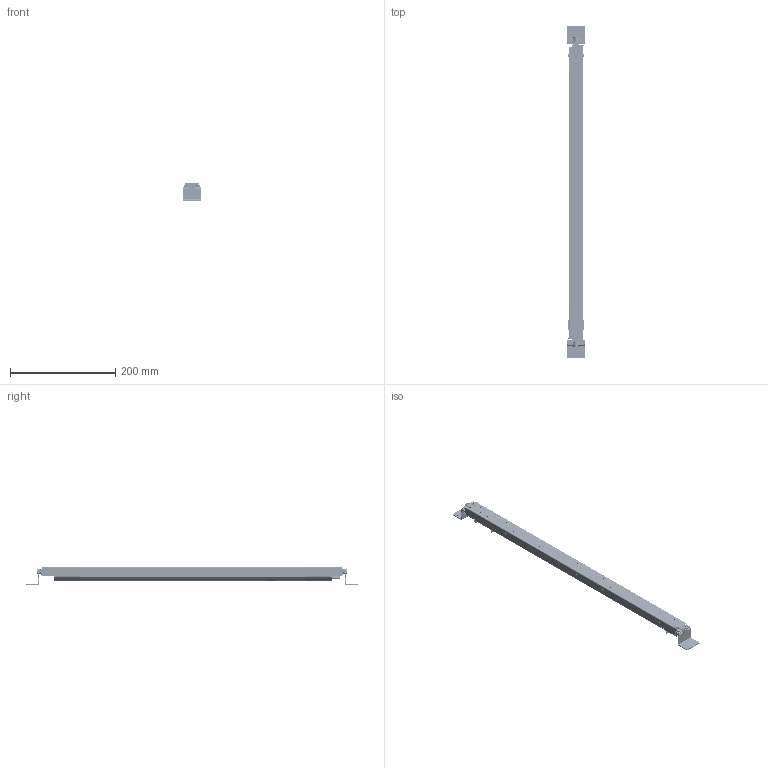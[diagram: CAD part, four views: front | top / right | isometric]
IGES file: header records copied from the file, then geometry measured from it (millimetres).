
Start section:  PTC IGES file: 141900_sm01.igs
Global section: file name: 141900_sm01.igs; native system: Creo Parametric by PTC Inc.; preprocessor: 2022414; author: banengservice; organization: Unknown; date: 20250709.103450; units: millimetre
Bounding box: 33.28 x 629.68 x 33.14 mm (x, y, z)
Volume: 344217.1 mm3; surface area: 399544.3 mm2
Topology: 3 solids, 3 shells, 5178 faces, 28073 edges, 35390 vertices
Faces by surface type: bspline 2640, revolution 2538
